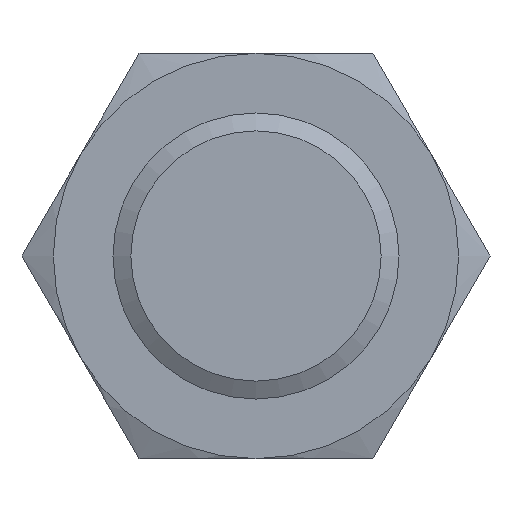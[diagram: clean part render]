
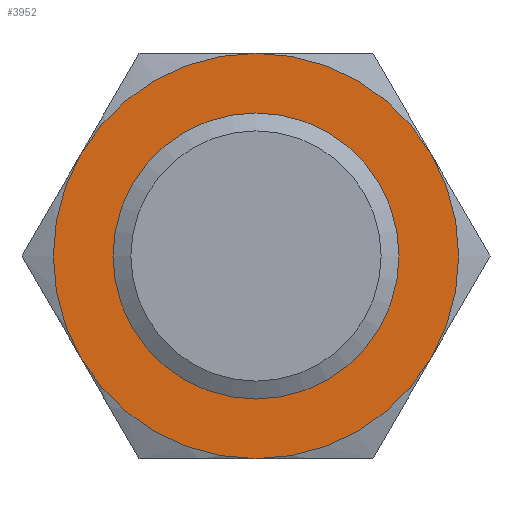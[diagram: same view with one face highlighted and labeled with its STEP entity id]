
A CAD part, left-side view. The second image highlights one B-rep face of the part: STEP entity #3952.
In plain terms, the highlighted planar face has unit normal (-1, 0, 0).
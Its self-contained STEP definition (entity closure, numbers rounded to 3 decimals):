
#2012 = EDGE_CURVE('',#2013,#2015,#2017,.T.);
#2013 = VERTEX_POINT('',#2014);
#2014 = CARTESIAN_POINT('',(10.,-7.361,4.25));
#2015 = VERTEX_POINT('',#2016);
#2016 = CARTESIAN_POINT('',(10.,-7.361,-4.25));
#2017 = SURFACE_CURVE('',#2018,(#2023,#2035),.PCURVE_S1.);
#2018 = CIRCLE('',#2019,8.5);
#2019 = AXIS2_PLACEMENT_3D('',#2020,#2021,#2022);
#2020 = CARTESIAN_POINT('',(10.,0.,0.));
#2021 = DIRECTION('',(1.,0.,-0.));
#2022 = DIRECTION('',(-0.,0.,-1.));
#2023 = PCURVE('',#2024,#2029);
#2024 = CONICAL_SURFACE('',#2025,8.5,1.222);
#2025 = AXIS2_PLACEMENT_3D('',#2026,#2027,#2028);
#2026 = CARTESIAN_POINT('',(10.,0.,0.));
#2027 = DIRECTION('',(1.,-0.,-0.));
#2028 = DIRECTION('',(-0.,0.,-1.));
#2029 = DEFINITIONAL_REPRESENTATION('',(#2030),#2034);
#2030 = LINE('',#2031,#2032);
#2031 = CARTESIAN_POINT('',(0.,0.));
#2032 = VECTOR('',#2033,1.);
#2033 = DIRECTION('',(1.,0.));
#2034 = ( GEOMETRIC_REPRESENTATION_CONTEXT(2) 
PARAMETRIC_REPRESENTATION_CONTEXT() REPRESENTATION_CONTEXT('2D SPACE',''
  ) );
#2035 = PCURVE('',#2036,#2041);
#2036 = PLANE('',#2037);
#2037 = AXIS2_PLACEMENT_3D('',#2038,#2039,#2040);
#2038 = CARTESIAN_POINT('',(10.,0.,0.));
#2039 = DIRECTION('',(1.,0.,-0.));
#2040 = DIRECTION('',(-0.,0.,-1.));
#2041 = DEFINITIONAL_REPRESENTATION('',(#2042),#2046);
#2042 = CIRCLE('',#2043,8.5);
#2043 = AXIS2_PLACEMENT_2D('',#2044,#2045);
#2044 = CARTESIAN_POINT('',(0.,0.));
#2045 = DIRECTION('',(1.,0.));
#2046 = ( GEOMETRIC_REPRESENTATION_CONTEXT(2) 
PARAMETRIC_REPRESENTATION_CONTEXT() REPRESENTATION_CONTEXT('2D SPACE',''
  ) );
#2337 = VERTEX_POINT('',#2338);
#2338 = CARTESIAN_POINT('',(10.,7.361,4.25));
#2358 = CONICAL_SURFACE('',#2359,8.5,1.222);
#2359 = AXIS2_PLACEMENT_3D('',#2360,#2361,#2362);
#2360 = CARTESIAN_POINT('',(10.,0.,0.));
#2361 = DIRECTION('',(1.,-0.,-0.));
#2362 = DIRECTION('',(-0.,0.,-1.));
#2412 = CONICAL_SURFACE('',#2413,8.5,1.222);
#2413 = AXIS2_PLACEMENT_3D('',#2414,#2415,#2416);
#2414 = CARTESIAN_POINT('',(10.,0.,0.));
#2415 = DIRECTION('',(1.,-0.,-0.));
#2416 = DIRECTION('',(-0.,0.,-1.));
#2776 = CONICAL_SURFACE('',#2777,8.5,1.222);
#2777 = AXIS2_PLACEMENT_3D('',#2778,#2779,#2780);
#2778 = CARTESIAN_POINT('',(10.,0.,0.));
#2779 = DIRECTION('',(1.,-0.,-0.));
#2780 = DIRECTION('',(-0.,0.,-1.));
#2980 = VERTEX_POINT('',#2981);
#2981 = CARTESIAN_POINT('',(10.,0.,-8.5));
#3001 = CONICAL_SURFACE('',#3002,8.5,1.222);
#3002 = AXIS2_PLACEMENT_3D('',#3003,#3004,#3005);
#3003 = CARTESIAN_POINT('',(10.,0.,0.));
#3004 = DIRECTION('',(1.,-0.,-0.));
#3005 = DIRECTION('',(-0.,0.,-1.));
#3055 = CONICAL_SURFACE('',#3056,8.5,1.222);
#3056 = AXIS2_PLACEMENT_3D('',#3057,#3058,#3059);
#3057 = CARTESIAN_POINT('',(10.,0.,0.));
#3058 = DIRECTION('',(1.,-0.,-0.));
#3059 = DIRECTION('',(-0.,0.,-1.));
#3747 = VERTEX_POINT('',#3748);
#3748 = CARTESIAN_POINT('',(10.,7.361,-4.25));
#3854 = VERTEX_POINT('',#3855);
#3855 = CARTESIAN_POINT('',(10.,0.,8.5));
#3952 = ADVANCED_FACE('',(#3953,#4066),#2036,.F.);
#3953 = FACE_BOUND('',#3954,.T.);
#3954 = EDGE_LOOP('',(#3955,#3977,#3999,#4021,#4022,#4044));
#3955 = ORIENTED_EDGE('',*,*,#3956,.F.);
#3956 = EDGE_CURVE('',#3747,#2337,#3957,.T.);
#3957 = SURFACE_CURVE('',#3958,(#3963,#3970),.PCURVE_S1.);
#3958 = CIRCLE('',#3959,8.5);
#3959 = AXIS2_PLACEMENT_3D('',#3960,#3961,#3962);
#3960 = CARTESIAN_POINT('',(10.,0.,0.));
#3961 = DIRECTION('',(1.,0.,-0.));
#3962 = DIRECTION('',(-0.,0.,-1.));
#3963 = PCURVE('',#2036,#3964);
#3964 = DEFINITIONAL_REPRESENTATION('',(#3965),#3969);
#3965 = CIRCLE('',#3966,8.5);
#3966 = AXIS2_PLACEMENT_2D('',#3967,#3968);
#3967 = CARTESIAN_POINT('',(0.,0.));
#3968 = DIRECTION('',(1.,0.));
#3969 = ( GEOMETRIC_REPRESENTATION_CONTEXT(2) 
PARAMETRIC_REPRESENTATION_CONTEXT() REPRESENTATION_CONTEXT('2D SPACE',''
  ) );
#3970 = PCURVE('',#2358,#3971);
#3971 = DEFINITIONAL_REPRESENTATION('',(#3972),#3976);
#3972 = LINE('',#3973,#3974);
#3973 = CARTESIAN_POINT('',(0.,0.));
#3974 = VECTOR('',#3975,1.);
#3975 = DIRECTION('',(1.,0.));
#3976 = ( GEOMETRIC_REPRESENTATION_CONTEXT(2) 
PARAMETRIC_REPRESENTATION_CONTEXT() REPRESENTATION_CONTEXT('2D SPACE',''
  ) );
#3977 = ORIENTED_EDGE('',*,*,#3978,.F.);
#3978 = EDGE_CURVE('',#2980,#3747,#3979,.T.);
#3979 = SURFACE_CURVE('',#3980,(#3985,#3992),.PCURVE_S1.);
#3980 = CIRCLE('',#3981,8.5);
#3981 = AXIS2_PLACEMENT_3D('',#3982,#3983,#3984);
#3982 = CARTESIAN_POINT('',(10.,0.,0.));
#3983 = DIRECTION('',(1.,0.,-0.));
#3984 = DIRECTION('',(-0.,0.,-1.));
#3985 = PCURVE('',#2036,#3986);
#3986 = DEFINITIONAL_REPRESENTATION('',(#3987),#3991);
#3987 = CIRCLE('',#3988,8.5);
#3988 = AXIS2_PLACEMENT_2D('',#3989,#3990);
#3989 = CARTESIAN_POINT('',(0.,0.));
#3990 = DIRECTION('',(1.,0.));
#3991 = ( GEOMETRIC_REPRESENTATION_CONTEXT(2) 
PARAMETRIC_REPRESENTATION_CONTEXT() REPRESENTATION_CONTEXT('2D SPACE',''
  ) );
#3992 = PCURVE('',#3055,#3993);
#3993 = DEFINITIONAL_REPRESENTATION('',(#3994),#3998);
#3994 = LINE('',#3995,#3996);
#3995 = CARTESIAN_POINT('',(0.,0.));
#3996 = VECTOR('',#3997,1.);
#3997 = DIRECTION('',(1.,0.));
#3998 = ( GEOMETRIC_REPRESENTATION_CONTEXT(2) 
PARAMETRIC_REPRESENTATION_CONTEXT() REPRESENTATION_CONTEXT('2D SPACE',''
  ) );
#3999 = ORIENTED_EDGE('',*,*,#4000,.F.);
#4000 = EDGE_CURVE('',#2015,#2980,#4001,.T.);
#4001 = SURFACE_CURVE('',#4002,(#4007,#4014),.PCURVE_S1.);
#4002 = CIRCLE('',#4003,8.5);
#4003 = AXIS2_PLACEMENT_3D('',#4004,#4005,#4006);
#4004 = CARTESIAN_POINT('',(10.,0.,0.));
#4005 = DIRECTION('',(1.,0.,-0.));
#4006 = DIRECTION('',(-0.,0.,-1.));
#4007 = PCURVE('',#2036,#4008);
#4008 = DEFINITIONAL_REPRESENTATION('',(#4009),#4013);
#4009 = CIRCLE('',#4010,8.5);
#4010 = AXIS2_PLACEMENT_2D('',#4011,#4012);
#4011 = CARTESIAN_POINT('',(0.,0.));
#4012 = DIRECTION('',(1.,0.));
#4013 = ( GEOMETRIC_REPRESENTATION_CONTEXT(2) 
PARAMETRIC_REPRESENTATION_CONTEXT() REPRESENTATION_CONTEXT('2D SPACE',''
  ) );
#4014 = PCURVE('',#3001,#4015);
#4015 = DEFINITIONAL_REPRESENTATION('',(#4016),#4020);
#4016 = LINE('',#4017,#4018);
#4017 = CARTESIAN_POINT('',(0.,0.));
#4018 = VECTOR('',#4019,1.);
#4019 = DIRECTION('',(1.,0.));
#4020 = ( GEOMETRIC_REPRESENTATION_CONTEXT(2) 
PARAMETRIC_REPRESENTATION_CONTEXT() REPRESENTATION_CONTEXT('2D SPACE',''
  ) );
#4021 = ORIENTED_EDGE('',*,*,#2012,.F.);
#4022 = ORIENTED_EDGE('',*,*,#4023,.F.);
#4023 = EDGE_CURVE('',#3854,#2013,#4024,.T.);
#4024 = SURFACE_CURVE('',#4025,(#4030,#4037),.PCURVE_S1.);
#4025 = CIRCLE('',#4026,8.5);
#4026 = AXIS2_PLACEMENT_3D('',#4027,#4028,#4029);
#4027 = CARTESIAN_POINT('',(10.,0.,0.));
#4028 = DIRECTION('',(1.,0.,-0.));
#4029 = DIRECTION('',(-0.,0.,-1.));
#4030 = PCURVE('',#2036,#4031);
#4031 = DEFINITIONAL_REPRESENTATION('',(#4032),#4036);
#4032 = CIRCLE('',#4033,8.5);
#4033 = AXIS2_PLACEMENT_2D('',#4034,#4035);
#4034 = CARTESIAN_POINT('',(0.,0.));
#4035 = DIRECTION('',(1.,0.));
#4036 = ( GEOMETRIC_REPRESENTATION_CONTEXT(2) 
PARAMETRIC_REPRESENTATION_CONTEXT() REPRESENTATION_CONTEXT('2D SPACE',''
  ) );
#4037 = PCURVE('',#2776,#4038);
#4038 = DEFINITIONAL_REPRESENTATION('',(#4039),#4043);
#4039 = LINE('',#4040,#4041);
#4040 = CARTESIAN_POINT('',(0.,0.));
#4041 = VECTOR('',#4042,1.);
#4042 = DIRECTION('',(1.,0.));
#4043 = ( GEOMETRIC_REPRESENTATION_CONTEXT(2) 
PARAMETRIC_REPRESENTATION_CONTEXT() REPRESENTATION_CONTEXT('2D SPACE',''
  ) );
#4044 = ORIENTED_EDGE('',*,*,#4045,.F.);
#4045 = EDGE_CURVE('',#2337,#3854,#4046,.T.);
#4046 = SURFACE_CURVE('',#4047,(#4052,#4059),.PCURVE_S1.);
#4047 = CIRCLE('',#4048,8.5);
#4048 = AXIS2_PLACEMENT_3D('',#4049,#4050,#4051);
#4049 = CARTESIAN_POINT('',(10.,0.,0.));
#4050 = DIRECTION('',(1.,0.,-0.));
#4051 = DIRECTION('',(-0.,0.,-1.));
#4052 = PCURVE('',#2036,#4053);
#4053 = DEFINITIONAL_REPRESENTATION('',(#4054),#4058);
#4054 = CIRCLE('',#4055,8.5);
#4055 = AXIS2_PLACEMENT_2D('',#4056,#4057);
#4056 = CARTESIAN_POINT('',(0.,0.));
#4057 = DIRECTION('',(1.,0.));
#4058 = ( GEOMETRIC_REPRESENTATION_CONTEXT(2) 
PARAMETRIC_REPRESENTATION_CONTEXT() REPRESENTATION_CONTEXT('2D SPACE',''
  ) );
#4059 = PCURVE('',#2412,#4060);
#4060 = DEFINITIONAL_REPRESENTATION('',(#4061),#4065);
#4061 = LINE('',#4062,#4063);
#4062 = CARTESIAN_POINT('',(0.,0.));
#4063 = VECTOR('',#4064,1.);
#4064 = DIRECTION('',(1.,0.));
#4065 = ( GEOMETRIC_REPRESENTATION_CONTEXT(2) 
PARAMETRIC_REPRESENTATION_CONTEXT() REPRESENTATION_CONTEXT('2D SPACE',''
  ) );
#4066 = FACE_BOUND('',#4067,.T.);
#4067 = EDGE_LOOP('',(#4068));
#4068 = ORIENTED_EDGE('',*,*,#4069,.T.);
#4069 = EDGE_CURVE('',#4070,#4070,#4072,.T.);
#4070 = VERTEX_POINT('',#4071);
#4071 = CARTESIAN_POINT('',(10.,0.,-6.));
#4072 = SURFACE_CURVE('',#4073,(#4078,#4085),.PCURVE_S1.);
#4073 = CIRCLE('',#4074,6.);
#4074 = AXIS2_PLACEMENT_3D('',#4075,#4076,#4077);
#4075 = CARTESIAN_POINT('',(10.,0.,0.));
#4076 = DIRECTION('',(1.,0.,-0.));
#4077 = DIRECTION('',(-0.,0.,-1.));
#4078 = PCURVE('',#2036,#4079);
#4079 = DEFINITIONAL_REPRESENTATION('',(#4080),#4084);
#4080 = CIRCLE('',#4081,6.);
#4081 = AXIS2_PLACEMENT_2D('',#4082,#4083);
#4082 = CARTESIAN_POINT('',(0.,0.));
#4083 = DIRECTION('',(1.,0.));
#4084 = ( GEOMETRIC_REPRESENTATION_CONTEXT(2) 
PARAMETRIC_REPRESENTATION_CONTEXT() REPRESENTATION_CONTEXT('2D SPACE',''
  ) );
#4085 = PCURVE('',#4086,#4091);
#4086 = CYLINDRICAL_SURFACE('',#4087,6.);
#4087 = AXIS2_PLACEMENT_3D('',#4088,#4089,#4090);
#4088 = CARTESIAN_POINT('',(41.,0.,0.));
#4089 = DIRECTION('',(-1.,-0.,0.));
#4090 = DIRECTION('',(-0.,0.,-1.));
#4091 = DEFINITIONAL_REPRESENTATION('',(#4092),#4096);
#4092 = LINE('',#4093,#4094);
#4093 = CARTESIAN_POINT('',(6.283,31.));
#4094 = VECTOR('',#4095,1.);
#4095 = DIRECTION('',(-1.,0.));
#4096 = ( GEOMETRIC_REPRESENTATION_CONTEXT(2) 
PARAMETRIC_REPRESENTATION_CONTEXT() REPRESENTATION_CONTEXT('2D SPACE',''
  ) );
